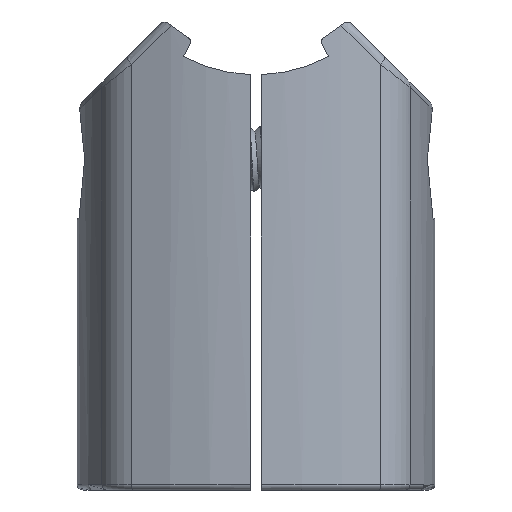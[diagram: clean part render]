
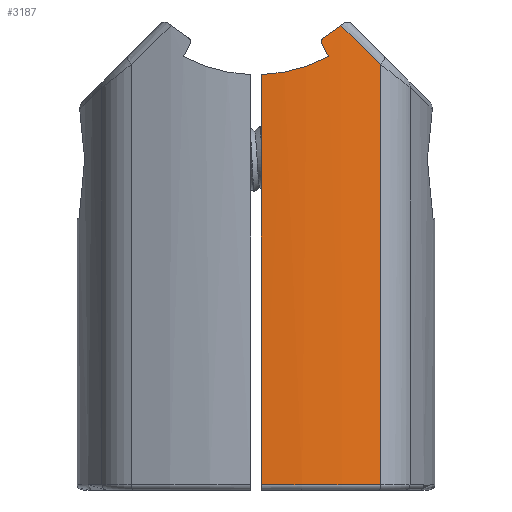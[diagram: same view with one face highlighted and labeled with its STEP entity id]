
A CAD part, front view. The second image highlights one B-rep face of the part: STEP entity #3187.
In plain terms, the highlighted cylindrical face has radius 30 mm (diameter 60 mm), a partial arc.
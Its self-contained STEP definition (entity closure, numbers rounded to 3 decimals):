
#127 = EDGE_CURVE ( 'NONE', #6273, #10732, #4823, .T. ) ;
#205 = VERTEX_POINT ( 'NONE', #8022 ) ;
#277 = CARTESIAN_POINT ( 'NONE',  ( 0., 13.5, 0. ) ) ;
#435 = CARTESIAN_POINT ( 'NONE',  ( 6.1, -15.873, 41.088 ) ) ;
#557 = DIRECTION ( 'NONE',  ( 0., 0., 1. ) ) ;
#1157 = AXIS2_PLACEMENT_3D ( 'NONE', #2633, #19709, #15106 ) ;
#1995 = DIRECTION ( 'NONE',  ( 0., 0., 1. ) ) ;
#2046 = CARTESIAN_POINT ( 'NONE',  ( 6.092, -15.875, 41.572 ) ) ;
#2249 = CARTESIAN_POINT ( 'NONE',  ( 2.603, -16.388, 38.538 ) ) ;
#2633 = CARTESIAN_POINT ( 'NONE',  ( 0., 13.5, 0.5 ) ) ;
#2751 = B_SPLINE_CURVE_WITH_KNOTS ( 'NONE', 3,
 ( #435, #15896, #8674, #6865, #3721, #17476, #12266, #2046, #21104, #13748 ),
 .UNSPECIFIED., .F., .F.,
 ( 4, 2, 2, 2, 4 ),
 ( 0., 0.25, 0.375, 0.5, 1. ),
 .UNSPECIFIED. ) ;
#2768 = B_SPLINE_CURVE_WITH_KNOTS ( 'NONE', 3,
 ( #9308, #6154, #13010, #14496, #5933, #19607 ),
 .UNSPECIFIED., .F., .F.,
 ( 4, 1, 1, 4 ),
 ( 0., 0.333, 0.667, 1. ),
 .UNSPECIFIED. ) ;
#3187 = ADVANCED_FACE ( 'NONE', ( #16658 ), #8095, .T. ) ;
#3721 = CARTESIAN_POINT ( 'NONE',  ( 6.041, -15.886, 41.334 ) ) ;
#3869 = CARTESIAN_POINT ( 'NONE',  ( 11.506, -14.206, 39.256 ) ) ;
#3886 = ORIENTED_EDGE ( 'NONE', *, *, #22323, .F. ) ;
#3981 = ORIENTED_EDGE ( 'NONE', *, *, #17581, .F. ) ;
#4422 = EDGE_CURVE ( 'NONE', #10079, #15838, #19183, .T. ) ;
#4823 = B_SPLINE_CURVE_WITH_KNOTS ( 'NONE', 3,
 ( #17843, #5554, #21132, #3869 ),
 .UNSPECIFIED., .F., .F.,
 ( 4, 4 ),
 ( 0., 1. ),
 .UNSPECIFIED. ) ;
#4970 = EDGE_CURVE ( 'NONE', #13803, #10079, #5710, .T. ) ;
#5315 = CARTESIAN_POINT ( 'NONE',  ( 5.67, -15.978, 39.429 ) ) ;
#5554 = CARTESIAN_POINT ( 'NONE',  ( 9.064, -15.127, 41.616 ) ) ;
#5677 = EDGE_CURVE ( 'NONE', #10970, #13803, #12967, .T. ) ;
#5710 = B_SPLINE_CURVE_WITH_KNOTS ( 'NONE', 3,
 ( #13746, #20661, #7333, #14202, #2249, #8783, #7103, #19084, #10691, #8904, #13874, #6982, #20779, #5315, #15793 ),
 .UNSPECIFIED., .F., .F.,
 ( 4, 2, 2, 1, 1, 1, 2, 2, 4 ),
 ( 0., 0.25, 0.375, 0.437, 0.469, 0.484, 0.492, 0.5, 1. ),
 .UNSPECIFIED. ) ;
#5813 = CARTESIAN_POINT ( 'NONE',  ( 6.1, -15.873, 41.088 ) ) ;
#5853 = LINE ( 'NONE', #11130, #22130 ) ;
#5881 = DIRECTION ( 'NONE',  ( 0., 0., 1. ) ) ;
#5906 = CARTESIAN_POINT ( 'NONE',  ( 6.694, -15.744, 39.977 ) ) ;
#5933 = CARTESIAN_POINT ( 'NONE',  ( 7.661, -15.506, 42.684 ) ) ;
#6154 = CARTESIAN_POINT ( 'NONE',  ( 6.466, -15.795, 41.859 ) ) ;
#6273 = VERTEX_POINT ( 'NONE', #8236 ) ;
#6415 = CARTESIAN_POINT ( 'NONE',  ( 6.496, -15.789, 40.347 ) ) ;
#6865 = CARTESIAN_POINT ( 'NONE',  ( 6.041, -15.885, 41.302 ) ) ;
#6982 = CARTESIAN_POINT ( 'NONE',  ( 3.646, -16.278, 38.776 ) ) ;
#7103 = CARTESIAN_POINT ( 'NONE',  ( 3.199, -16.329, 38.664 ) ) ;
#7333 = CARTESIAN_POINT ( 'NONE',  ( 1.546, -16.464, 38.374 ) ) ;
#7974 = VERTEX_POINT ( 'NONE', #18622 ) ;
#8022 = CARTESIAN_POINT ( 'NONE',  ( 11.506, -14.206, 0.5 ) ) ;
#8095 = CYLINDRICAL_SURFACE ( 'NONE', #9463, 30. ) ;
#8236 = CARTESIAN_POINT ( 'NONE',  ( 7.824, -15.462, 42.816 ) ) ;
#8674 = CARTESIAN_POINT ( 'NONE',  ( 6.051, -15.883, 41.207 ) ) ;
#8783 = CARTESIAN_POINT ( 'NONE',  ( 3., -16.35, 38.62 ) ) ;
#8904 = CARTESIAN_POINT ( 'NONE',  ( 3.595, -16.284, 38.763 ) ) ;
#9308 = CARTESIAN_POINT ( 'NONE',  ( 6.289, -15.833, 41.755 ) ) ;
#9463 = AXIS2_PLACEMENT_3D ( 'NONE', #277, #1995, #15516 ) ;
#10079 = VERTEX_POINT ( 'NONE', #5906 ) ;
#10691 = CARTESIAN_POINT ( 'NONE',  ( 3.546, -16.29, 38.75 ) ) ;
#10732 = VERTEX_POINT ( 'NONE', #21556 ) ;
#10970 = VERTEX_POINT ( 'NONE', #12027 ) ;
#11130 = CARTESIAN_POINT ( 'NONE',  ( 11.506, -14.206, 0.5 ) ) ;
#12027 = CARTESIAN_POINT ( 'NONE',  ( 0.5, -16.496, 0.5 ) ) ;
#12266 = CARTESIAN_POINT ( 'NONE',  ( 6.052, -15.883, 41.43 ) ) ;
#12647 = CIRCLE ( 'NONE', #1157, 30. ) ;
#12967 = LINE ( 'NONE', #21345, #16191 ) ;
#13010 = CARTESIAN_POINT ( 'NONE',  ( 6.816, -15.717, 42.075 ) ) ;
#13273 = CARTESIAN_POINT ( 'NONE',  ( 6.298, -15.832, 40.717 ) ) ;
#13746 = CARTESIAN_POINT ( 'NONE',  ( 0.5, -16.496, 38.309 ) ) ;
#13748 = CARTESIAN_POINT ( 'NONE',  ( 6.289, -15.833, 41.755 ) ) ;
#13803 = VERTEX_POINT ( 'NONE', #15408 ) ;
#13874 = CARTESIAN_POINT ( 'NONE',  ( 3.628, -16.28, 38.771 ) ) ;
#14202 = CARTESIAN_POINT ( 'NONE',  ( 2.339, -16.409, 38.491 ) ) ;
#14496 = CARTESIAN_POINT ( 'NONE',  ( 7.33, -15.592, 42.43 ) ) ;
#15106 = DIRECTION ( 'NONE',  ( 0.384, -0.924, 0. ) ) ;
#15184 = CARTESIAN_POINT ( 'NONE',  ( 6.1, -15.873, 41.088 ) ) ;
#15408 = CARTESIAN_POINT ( 'NONE',  ( 0.5, -16.496, 38.309 ) ) ;
#15516 = DIRECTION ( 'NONE',  ( 1., 0., 0. ) ) ;
#15793 = CARTESIAN_POINT ( 'NONE',  ( 6.694, -15.744, 39.977 ) ) ;
#15838 = VERTEX_POINT ( 'NONE', #5813 ) ;
#15854 = ORIENTED_EDGE ( 'NONE', *, *, #17761, .T. ) ;
#15896 = CARTESIAN_POINT ( 'NONE',  ( 6.07, -15.88, 41.145 ) ) ;
#16191 = VECTOR ( 'NONE', #5881, 1000. ) ;
#16658 = FACE_OUTER_BOUND ( 'NONE', #18316, .T. ) ;
#17476 = CARTESIAN_POINT ( 'NONE',  ( 6.046, -15.884, 41.397 ) ) ;
#17581 = EDGE_CURVE ( 'NONE', #15838, #7974, #2751, .T. ) ;
#17744 = ORIENTED_EDGE ( 'NONE', *, *, #127, .F. ) ;
#17761 = EDGE_CURVE ( 'NONE', #205, #10732, #5853, .T. ) ;
#17843 = CARTESIAN_POINT ( 'NONE',  ( 7.824, -15.462, 42.816 ) ) ;
#18316 = EDGE_LOOP ( 'NONE', ( #15854, #17744, #3886, #3981, #20259, #22350, #20592, #21737 ) ) ;
#18622 = CARTESIAN_POINT ( 'NONE',  ( 6.289, -15.833, 41.755 ) ) ;
#19084 = CARTESIAN_POINT ( 'NONE',  ( 3.43, -16.303, 38.72 ) ) ;
#19183 = B_SPLINE_CURVE_WITH_KNOTS ( 'NONE', 3,
 ( #22221, #6415, #13273, #15184 ),
 .UNSPECIFIED., .F., .F.,
 ( 4, 4 ),
 ( 0., 1. ),
 .UNSPECIFIED. ) ;
#19607 = CARTESIAN_POINT ( 'NONE',  ( 7.824, -15.462, 42.816 ) ) ;
#19709 = DIRECTION ( 'NONE',  ( 0., 0., -1. ) ) ;
#20259 = ORIENTED_EDGE ( 'NONE', *, *, #4422, .F. ) ;
#20592 = ORIENTED_EDGE ( 'NONE', *, *, #5677, .F. ) ;
#20661 = CARTESIAN_POINT ( 'NONE',  ( 1.02, -16.487, 38.327 ) ) ;
#20779 = CARTESIAN_POINT ( 'NONE',  ( 4.644, -16.155, 39.042 ) ) ;
#21104 = CARTESIAN_POINT ( 'NONE',  ( 6.17, -15.859, 41.685 ) ) ;
#21132 = CARTESIAN_POINT ( 'NONE',  ( 10.294, -14.709, 40.427 ) ) ;
#21299 = EDGE_CURVE ( 'NONE', #205, #10970, #12647, .T. ) ;
#21345 = CARTESIAN_POINT ( 'NONE',  ( 0.5, -16.496, 0.5 ) ) ;
#21556 = CARTESIAN_POINT ( 'NONE',  ( 11.506, -14.206, 39.256 ) ) ;
#21737 = ORIENTED_EDGE ( 'NONE', *, *, #21299, .F. ) ;
#22130 = VECTOR ( 'NONE', #557, 1000. ) ;
#22221 = CARTESIAN_POINT ( 'NONE',  ( 6.694, -15.744, 39.977 ) ) ;
#22323 = EDGE_CURVE ( 'NONE', #7974, #6273, #2768, .T. ) ;
#22350 = ORIENTED_EDGE ( 'NONE', *, *, #4970, .F. ) ;
